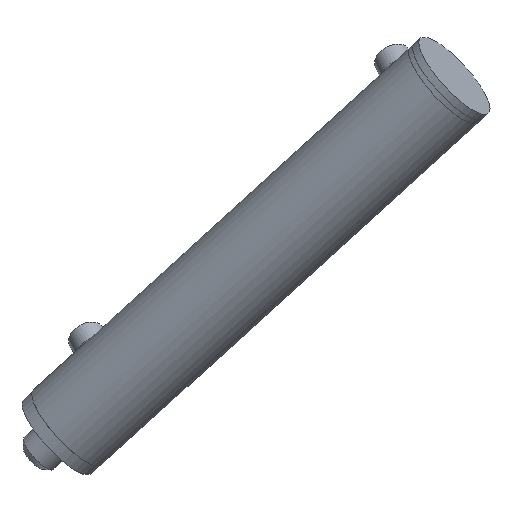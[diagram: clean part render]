
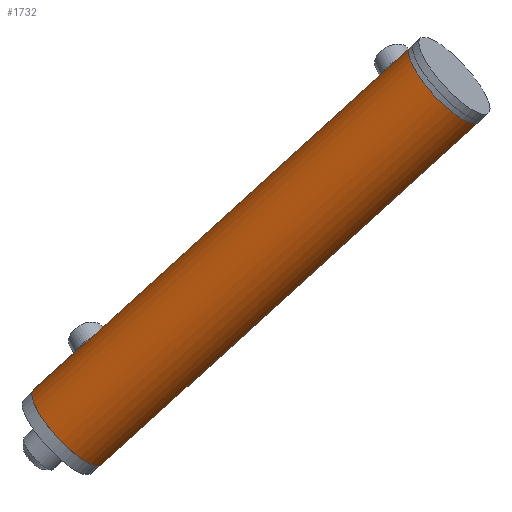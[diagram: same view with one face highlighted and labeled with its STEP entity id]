
A CAD part, isometric view. The second image highlights one B-rep face of the part: STEP entity #1732.
In plain terms, the highlighted cylindrical face has radius 35 mm (diameter 70 mm), a full revolution.
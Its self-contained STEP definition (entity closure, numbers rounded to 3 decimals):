
#157=CIRCLE('',#2072,35.);
#158=CIRCLE('',#2073,35.);
#321=LINE('',#3889,#392);
#392=VECTOR('',#2375,35.);
#454=FACE_BOUND('',#627,.T.);
#455=FACE_BOUND('',#628,.T.);
#502=FACE_OUTER_BOUND('',#626,.T.);
#626=EDGE_LOOP('',(#1275,#1276,#1277,#1278));
#627=EDGE_LOOP('',(#1279,#1280));
#628=EDGE_LOOP('',(#1281,#1282));
#778=B_SPLINE_CURVE_WITH_KNOTS('',3,(#3718,#3719,#3720,#3721,#3722,#3723,
#3724,#3725,#3726,#3727,#3728,#3729,#3730,#3731,#3732,#3733,#3734,#3735),
 .UNSPECIFIED.,.F.,.F.,(4,2,2,2,2,2,2,2,4),(0.452,0.565,
0.678,0.791,0.905,1.018,
1.131,1.244,1.357),.UNSPECIFIED.);
#779=B_SPLINE_CURVE_WITH_KNOTS('',3,(#3736,#3737,#3738,#3739,#3740,#3741,
#3742,#3743,#3744,#3745,#3746,#3747,#3748,#3749,#3750,#3751,#3752,#3753,
#3754),.UNSPECIFIED.,.F.,.F.,(4,2,2,2,3,2,2,2,4),(1.357,1.47,
1.583,1.696,1.809,1.922,2.035,
2.148,2.261),.UNSPECIFIED.);
#783=B_SPLINE_CURVE_WITH_KNOTS('',3,(#3800,#3801,#3802,#3803,#3804,#3805,
#3806,#3807,#3808,#3809,#3810,#3811,#3812,#3813,#3814,#3815,#3816,#3817),
 .UNSPECIFIED.,.F.,.F.,(4,2,2,2,2,2,2,2,4),(0.452,0.565,
0.678,0.791,0.905,1.018,
1.131,1.244,1.357),.UNSPECIFIED.);
#784=B_SPLINE_CURVE_WITH_KNOTS('',3,(#3818,#3819,#3820,#3821,#3822,#3823,
#3824,#3825,#3826,#3827,#3828,#3829,#3830,#3831,#3832,#3833,#3834,#3835,
#3836),.UNSPECIFIED.,.F.,.F.,(4,2,2,2,3,2,2,2,4),(1.357,1.47,
1.583,1.696,1.809,1.922,2.035,
2.148,2.261),.UNSPECIFIED.);
#811=VERTEX_POINT('',#3716);
#812=VERTEX_POINT('',#3717);
#816=VERTEX_POINT('',#3798);
#817=VERTEX_POINT('',#3799);
#822=VERTEX_POINT('',#3886);
#823=VERTEX_POINT('',#3888);
#977=EDGE_CURVE('',#811,#812,#778,.T.);
#978=EDGE_CURVE('',#812,#811,#779,.T.);
#983=EDGE_CURVE('',#816,#817,#783,.T.);
#984=EDGE_CURVE('',#817,#816,#784,.T.);
#993=EDGE_CURVE('',#822,#822,#157,.T.);
#994=EDGE_CURVE('',#822,#823,#321,.T.);
#995=EDGE_CURVE('',#823,#823,#158,.T.);
#1275=ORIENTED_EDGE('',*,*,#993,.F.);
#1276=ORIENTED_EDGE('',*,*,#994,.T.);
#1277=ORIENTED_EDGE('',*,*,#995,.T.);
#1278=ORIENTED_EDGE('',*,*,#994,.F.);
#1279=ORIENTED_EDGE('',*,*,#977,.T.);
#1280=ORIENTED_EDGE('',*,*,#978,.T.);
#1281=ORIENTED_EDGE('',*,*,#983,.T.);
#1282=ORIENTED_EDGE('',*,*,#984,.T.);
#1678=CYLINDRICAL_SURFACE('',#2071,35.);
#1732=ADVANCED_FACE('',(#502,#454,#455),#1678,.T.);
#2071=AXIS2_PLACEMENT_3D('',#3885,#2371,#2372);
#2072=AXIS2_PLACEMENT_3D('',#3887,#2373,#2374);
#2073=AXIS2_PLACEMENT_3D('',#3890,#2376,#2377);
#2371=DIRECTION('center_axis',(1.,0.,0.));
#2372=DIRECTION('ref_axis',(0.,1.,0.));
#2373=DIRECTION('center_axis',(1.,0.,0.));
#2374=DIRECTION('ref_axis',(0.,1.,0.));
#2375=DIRECTION('',(-1.,0.,0.));
#2376=DIRECTION('center_axis',(1.,0.,0.));
#2377=DIRECTION('ref_axis',(0.,1.,0.));
#3716=CARTESIAN_POINT('',(22.,35.,0.));
#3717=CARTESIAN_POINT('',(28.,35.,0.));
#3718=CARTESIAN_POINT('Ctrl Pts',(22.,35.,0.));
#3719=CARTESIAN_POINT('Ctrl Pts',(22.,35.,-0.377));
#3720=CARTESIAN_POINT('Ctrl Pts',(22.075,34.993,-0.779));
#3721=CARTESIAN_POINT('Ctrl Pts',(22.382,34.969,-1.518));
#3722=CARTESIAN_POINT('Ctrl Pts',(22.612,34.952,-1.855));
#3723=CARTESIAN_POINT('Ctrl Pts',(23.145,34.919,-2.388));
#3724=CARTESIAN_POINT('Ctrl Pts',(23.482,34.902,-2.618));
#3725=CARTESIAN_POINT('Ctrl Pts',(24.221,34.878,-2.925));
#3726=CARTESIAN_POINT('Ctrl Pts',(24.623,34.871,-3.));
#3727=CARTESIAN_POINT('Ctrl Pts',(25.377,34.871,-3.));
#3728=CARTESIAN_POINT('Ctrl Pts',(25.779,34.878,-2.925));
#3729=CARTESIAN_POINT('Ctrl Pts',(26.518,34.902,-2.618));
#3730=CARTESIAN_POINT('Ctrl Pts',(26.855,34.919,-2.388));
#3731=CARTESIAN_POINT('Ctrl Pts',(27.388,34.952,-1.855));
#3732=CARTESIAN_POINT('Ctrl Pts',(27.618,34.969,-1.518));
#3733=CARTESIAN_POINT('Ctrl Pts',(27.925,34.993,-0.779));
#3734=CARTESIAN_POINT('Ctrl Pts',(28.,35.,-0.377));
#3735=CARTESIAN_POINT('Ctrl Pts',(28.,35.,0.));
#3736=CARTESIAN_POINT('Ctrl Pts',(28.,35.,0.));
#3737=CARTESIAN_POINT('Ctrl Pts',(28.,35.,0.377));
#3738=CARTESIAN_POINT('Ctrl Pts',(27.925,34.993,0.779));
#3739=CARTESIAN_POINT('Ctrl Pts',(27.618,34.969,1.518));
#3740=CARTESIAN_POINT('Ctrl Pts',(27.388,34.952,1.855));
#3741=CARTESIAN_POINT('Ctrl Pts',(26.855,34.919,2.388));
#3742=CARTESIAN_POINT('Ctrl Pts',(26.518,34.902,2.618));
#3743=CARTESIAN_POINT('Ctrl Pts',(25.779,34.878,2.925));
#3744=CARTESIAN_POINT('Ctrl Pts',(25.377,34.871,3.));
#3745=CARTESIAN_POINT('Ctrl Pts',(25.,34.871,3.));
#3746=CARTESIAN_POINT('Ctrl Pts',(24.623,34.871,3.));
#3747=CARTESIAN_POINT('Ctrl Pts',(24.221,34.878,2.925));
#3748=CARTESIAN_POINT('Ctrl Pts',(23.482,34.902,2.618));
#3749=CARTESIAN_POINT('Ctrl Pts',(23.145,34.919,2.388));
#3750=CARTESIAN_POINT('Ctrl Pts',(22.612,34.952,1.855));
#3751=CARTESIAN_POINT('Ctrl Pts',(22.382,34.969,1.518));
#3752=CARTESIAN_POINT('Ctrl Pts',(22.075,34.993,0.779));
#3753=CARTESIAN_POINT('Ctrl Pts',(22.,35.,0.377));
#3754=CARTESIAN_POINT('Ctrl Pts',(22.,35.,0.));
#3798=CARTESIAN_POINT('',(320.,35.,0.));
#3799=CARTESIAN_POINT('',(326.,35.,0.));
#3800=CARTESIAN_POINT('Ctrl Pts',(320.,35.,0.));
#3801=CARTESIAN_POINT('Ctrl Pts',(320.,35.,-0.377));
#3802=CARTESIAN_POINT('Ctrl Pts',(320.075,34.993,-0.779));
#3803=CARTESIAN_POINT('Ctrl Pts',(320.382,34.969,-1.518));
#3804=CARTESIAN_POINT('Ctrl Pts',(320.612,34.952,-1.855));
#3805=CARTESIAN_POINT('Ctrl Pts',(321.145,34.919,-2.388));
#3806=CARTESIAN_POINT('Ctrl Pts',(321.482,34.902,-2.618));
#3807=CARTESIAN_POINT('Ctrl Pts',(322.221,34.878,-2.925));
#3808=CARTESIAN_POINT('Ctrl Pts',(322.623,34.871,-3.));
#3809=CARTESIAN_POINT('Ctrl Pts',(323.377,34.871,-3.));
#3810=CARTESIAN_POINT('Ctrl Pts',(323.779,34.878,-2.925));
#3811=CARTESIAN_POINT('Ctrl Pts',(324.518,34.902,-2.618));
#3812=CARTESIAN_POINT('Ctrl Pts',(324.855,34.919,-2.388));
#3813=CARTESIAN_POINT('Ctrl Pts',(325.388,34.952,-1.855));
#3814=CARTESIAN_POINT('Ctrl Pts',(325.618,34.969,-1.518));
#3815=CARTESIAN_POINT('Ctrl Pts',(325.925,34.993,-0.779));
#3816=CARTESIAN_POINT('Ctrl Pts',(326.,35.,-0.377));
#3817=CARTESIAN_POINT('Ctrl Pts',(326.,35.,0.));
#3818=CARTESIAN_POINT('Ctrl Pts',(326.,35.,0.));
#3819=CARTESIAN_POINT('Ctrl Pts',(326.,35.,0.377));
#3820=CARTESIAN_POINT('Ctrl Pts',(325.925,34.993,0.779));
#3821=CARTESIAN_POINT('Ctrl Pts',(325.618,34.969,1.518));
#3822=CARTESIAN_POINT('Ctrl Pts',(325.388,34.952,1.855));
#3823=CARTESIAN_POINT('Ctrl Pts',(324.855,34.919,2.388));
#3824=CARTESIAN_POINT('Ctrl Pts',(324.518,34.902,2.618));
#3825=CARTESIAN_POINT('Ctrl Pts',(323.779,34.878,2.925));
#3826=CARTESIAN_POINT('Ctrl Pts',(323.377,34.871,3.));
#3827=CARTESIAN_POINT('Ctrl Pts',(323.,34.871,3.));
#3828=CARTESIAN_POINT('Ctrl Pts',(322.623,34.871,3.));
#3829=CARTESIAN_POINT('Ctrl Pts',(322.221,34.878,2.925));
#3830=CARTESIAN_POINT('Ctrl Pts',(321.482,34.902,2.618));
#3831=CARTESIAN_POINT('Ctrl Pts',(321.145,34.919,2.388));
#3832=CARTESIAN_POINT('Ctrl Pts',(320.612,34.952,1.855));
#3833=CARTESIAN_POINT('Ctrl Pts',(320.382,34.969,1.518));
#3834=CARTESIAN_POINT('Ctrl Pts',(320.075,34.993,0.779));
#3835=CARTESIAN_POINT('Ctrl Pts',(320.,35.,0.377));
#3836=CARTESIAN_POINT('Ctrl Pts',(320.,35.,0.));
#3885=CARTESIAN_POINT('Origin',(0.,0.,0.));
#3886=CARTESIAN_POINT('',(367.,-35.,0.));
#3887=CARTESIAN_POINT('Origin',(367.,0.,0.));
#3888=CARTESIAN_POINT('',(0.,-35.,0.));
#3889=CARTESIAN_POINT('',(0.,-35.,0.));
#3890=CARTESIAN_POINT('Origin',(0.,0.,0.));
